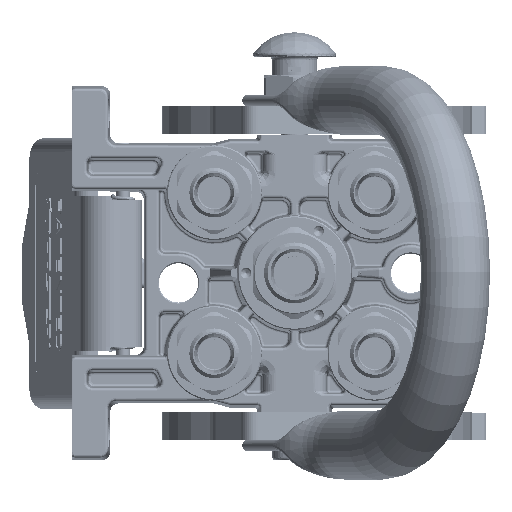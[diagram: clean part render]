
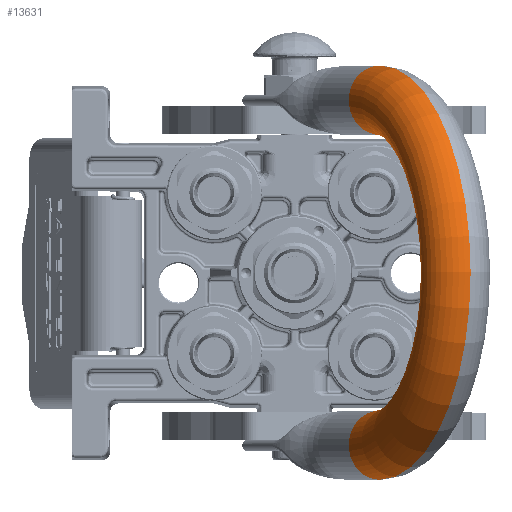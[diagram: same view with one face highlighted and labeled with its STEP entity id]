
A CAD part, top view. The second image highlights one B-rep face of the part: STEP entity #13631.
In plain terms, the highlighted toroidal (fillet/blend) face has major radius 62.25 mm and minor radius 12.5 mm.
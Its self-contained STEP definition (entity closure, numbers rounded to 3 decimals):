
#11859 = TOROIDAL_SURFACE ( 'NONE', #79534, 62.25, 12.5 ) ;
#13631 = ADVANCED_FACE ( 'NONE', ( #170850 ), #11859, .T. ) ;
#25907 = CARTESIAN_POINT ( 'NONE',  ( 0., 0., 25.25 ) ) ;
#30210 = CIRCLE ( 'NONE', #52672, 49.75 ) ;
#32421 = DIRECTION ( 'NONE',  ( 1., 0., 0. ) ) ;
#33745 = DIRECTION ( 'NONE',  ( 0., 1., 0. ) ) ;
#41649 = DIRECTION ( 'NONE',  ( -1., 0., 0. ) ) ;
#42677 = VERTEX_POINT ( 'NONE', #201609 ) ;
#44096 = VERTEX_POINT ( 'NONE', #197220 ) ;
#44340 = DIRECTION ( 'NONE',  ( 0., 1., 0. ) ) ;
#46676 = EDGE_CURVE ( 'NONE', #42677, #48903, #138065, .T. ) ;
#47662 = CARTESIAN_POINT ( 'NONE',  ( 62.25, 0., 25.25 ) ) ;
#47920 = ORIENTED_EDGE ( 'NONE', *, *, #97273, .T. ) ;
#48903 = VERTEX_POINT ( 'NONE', #65228 ) ;
#52672 = AXIS2_PLACEMENT_3D ( 'NONE', #25907, #135208, #41649 ) ;
#56429 = ORIENTED_EDGE ( 'NONE', *, *, #46676, .T. ) ;
#56760 = DIRECTION ( 'NONE',  ( -1., 0., 0. ) ) ;
#60305 = ORIENTED_EDGE ( 'NONE', *, *, #114278, .F. ) ;
#65228 = CARTESIAN_POINT ( 'NONE',  ( -49.75, 0., 25.25 ) ) ;
#69777 = CIRCLE ( 'NONE', #176738, 74.75 ) ;
#79534 = AXIS2_PLACEMENT_3D ( 'NONE', #127308, #33745, #32421 ) ;
#96011 = EDGE_CURVE ( 'NONE', #42677, #114654, #69777, .T. ) ;
#97273 = EDGE_CURVE ( 'NONE', #48903, #44096, #30210, .T. ) ;
#104500 = DIRECTION ( 'NONE',  ( 0., 0., 1. ) ) ;
#114278 = EDGE_CURVE ( 'NONE', #114654, #44096, #150351, .T. ) ;
#114654 = VERTEX_POINT ( 'NONE', #152925 ) ;
#127308 = CARTESIAN_POINT ( 'NONE',  ( 0., 0., 25.25 ) ) ;
#127660 = ORIENTED_EDGE ( 'NONE', *, *, #96011, .F. ) ;
#134153 = EDGE_LOOP ( 'NONE', ( #47920, #60305, #127660, #56429 ) ) ;
#135208 = DIRECTION ( 'NONE',  ( 0., 1., 0. ) ) ;
#135250 = CARTESIAN_POINT ( 'NONE',  ( -62.25, 0., 25.25 ) ) ;
#138065 = CIRCLE ( 'NONE', #159072, 12.5 ) ;
#138526 = AXIS2_PLACEMENT_3D ( 'NONE', #47662, #188255, #143162 ) ;
#139901 = DIRECTION ( 'NONE',  ( -1., 0., 0. ) ) ;
#143162 = DIRECTION ( 'NONE',  ( 1., 0., 0. ) ) ;
#150351 = CIRCLE ( 'NONE', #138526, 12.5 ) ;
#152895 = CARTESIAN_POINT ( 'NONE',  ( 0., 0., 25.25 ) ) ;
#152925 = CARTESIAN_POINT ( 'NONE',  ( 74.75, 0., 25.25 ) ) ;
#159072 = AXIS2_PLACEMENT_3D ( 'NONE', #135250, #104500, #56760 ) ;
#170850 = FACE_OUTER_BOUND ( 'NONE', #134153, .T. ) ;
#176738 = AXIS2_PLACEMENT_3D ( 'NONE', #152895, #44340, #139901 ) ;
#188255 = DIRECTION ( 'NONE',  ( 0., 0., -1. ) ) ;
#197220 = CARTESIAN_POINT ( 'NONE',  ( 49.75, 0., 25.25 ) ) ;
#201609 = CARTESIAN_POINT ( 'NONE',  ( -74.75, 0., 25.25 ) ) ;
